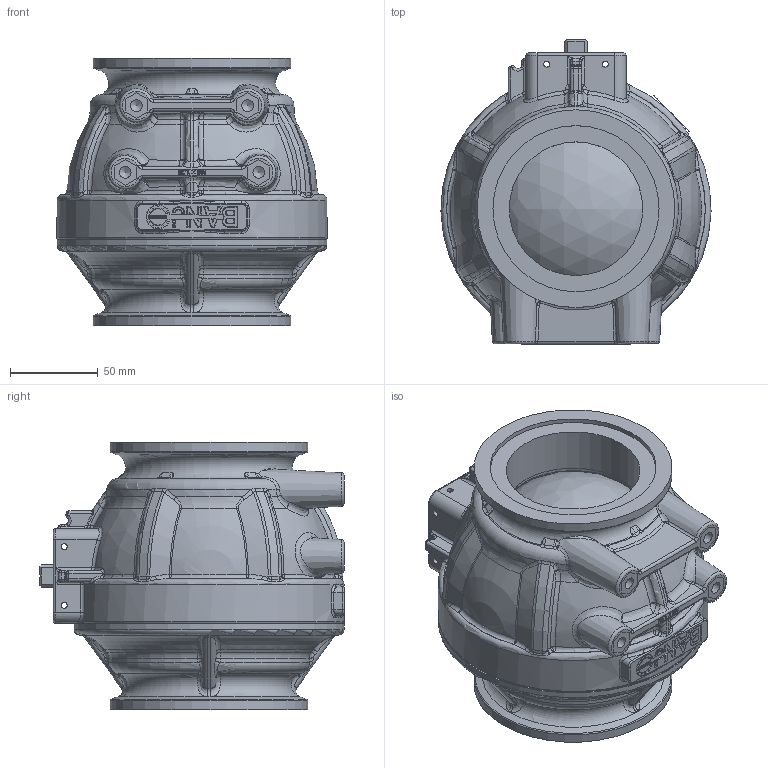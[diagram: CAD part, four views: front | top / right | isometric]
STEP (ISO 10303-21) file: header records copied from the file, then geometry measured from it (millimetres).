
FILE_DESCRIPTION(/* description */ ('3" FP MEVX, VALVE ONLY'),/* implementation_level */ '2;1');
FILE_NAME(/* name */ 'MEVX300HX.stp',/* time_stamp */ '2023-07-24T14:23:00-04:00',/* author */ ('MJC'),/* organization */ (''),/* preprocessor_version */ 'ST-DEVELOPER v18.1',/* originating_system */ 'Autodesk Inventor 2022',/* authorisation */ '');
FILE_SCHEMA (('AUTOMOTIVE_DESIGN { 1 0 10303 214 3 1 1 }'));
Length unit declared in the file: inch
Products named in the file (10): MEVX300HX; AQ206V; EVP30151; MEVPS30254H; MEVPS30254HX; MEVPS30378H; MEVPS30378HX; V35255ASS; VE35258B; VL1015
Assembly tree (10 placements, depth 3):
  MEVX300HX
    AQ206V
    EVP30151
    MEVPS30254H
      MEVPS30254HX
    MEVPS30378H
      MEVPS30378HX
    V35255ASS
    VE35258B  x2
    VL1015
Bounding box: 153.97 x 173.36 x 152.4 mm (x, y, z)
Volume: 892139.7 mm3; surface area: 278184 mm2
Topology: 12 solids, 12 shells, 1307 faces, 3172 edges, 1938 vertices
Faces by surface type: plane 498, bspline 371, cylinder 213, torus 143, cone 45, sphere 37
Full cylindrical faces by diameter (mm): 3.429 x8, 6.655 x4, 11 x8, 13.665 x1, 19.177 x2, 19.304 x1, 34.925 x1, 36.512 x1, 76.2 x4, 78.613 x2, 79.477 x2, 94.742 x2, 100.076 x3, 100.178 x1, 112.776 x2, 120.269 x1, 127 x1, 129.413 x1, 144.653 x2, 149.225 x1
Entity records: 49656 total; most frequent: CARTESIAN_POINT 21138, ORIENTED_EDGE 6220, DIRECTION 5099, EDGE_CURVE 3110, AXIS2_PLACEMENT_3D 1924, VERTEX_POINT 1919, EDGE_LOOP 1397, FACE_OUTER_BOUND 1290
